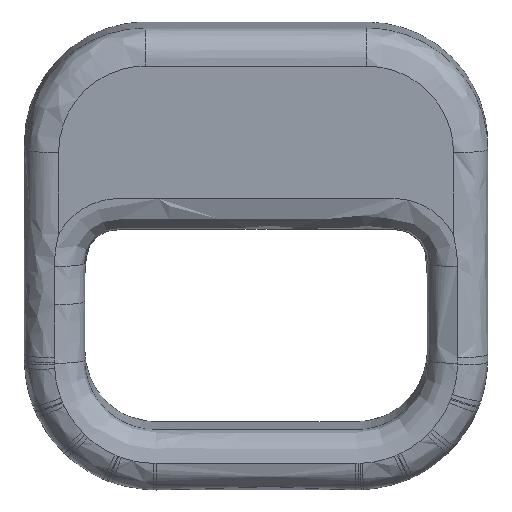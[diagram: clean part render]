
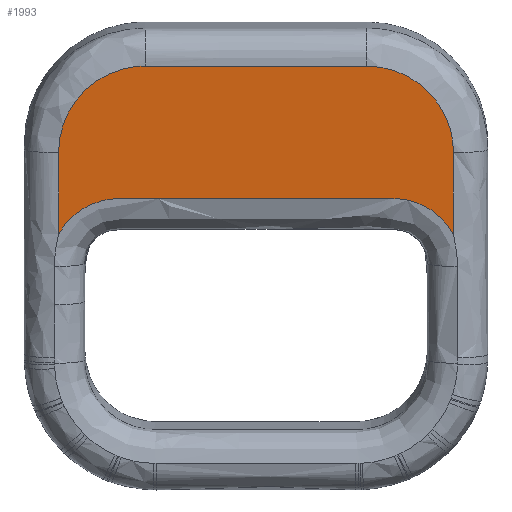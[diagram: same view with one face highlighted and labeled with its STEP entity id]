
A CAD part, left-side view. The second image highlights one B-rep face of the part: STEP entity #1993.
In plain terms, the highlighted planar face has unit normal (-0.994, 0, -0.108).
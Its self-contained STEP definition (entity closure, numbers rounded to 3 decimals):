
#20=PLANE('',#2107);
#61=B_SPLINE_CURVE_WITH_KNOTS('',3,(#5013,#5014,#5015,#5016,#5017,#5018,
#5019,#5020,#5021,#5022,#5023,#5024,#5025,#5026,#5027,#5028,#5029,#5030,
#5031,#5032,#5033,#5034),.UNSPECIFIED.,.F.,.F.,(4,2,2,3,2,2,2,3,2,4),(4.849,
4.954,5.139,5.356,5.834,6.311,
6.788,7.266,7.588,7.774),
 .UNSPECIFIED.);
#242=LINE('',#5925,#298);
#246=LINE('',#6750,#302);
#248=LINE('',#6868,#304);
#298=VECTOR('',#2273,10.);
#302=VECTOR('',#2291,10.);
#304=VECTOR('',#2297,10.);
#397=FACE_OUTER_BOUND('',#512,.T.);
#512=EDGE_LOOP('',(#1515,#1516,#1517,#1518,#1519,#1520));
#631=ELLIPSE('',#2100,4.312,4.3);
#633=ELLIPSE('',#2102,4.312,4.3);
#716=VERTEX_POINT('',#5003);
#717=VERTEX_POINT('',#5012);
#741=VERTEX_POINT('',#5924);
#760=VERTEX_POINT('',#6725);
#763=VERTEX_POINT('',#6739);
#765=VERTEX_POINT('',#6859);
#949=EDGE_CURVE('',#716,#717,#61,.T.);
#994=EDGE_CURVE('',#717,#741,#242,.T.);
#1034=EDGE_CURVE('',#763,#760,#246,.T.);
#1035=EDGE_CURVE('',#741,#763,#631,.T.);
#1039=EDGE_CURVE('',#765,#716,#248,.T.);
#1040=EDGE_CURVE('',#760,#765,#633,.T.);
#1515=ORIENTED_EDGE('',*,*,#949,.F.);
#1516=ORIENTED_EDGE('',*,*,#1039,.F.);
#1517=ORIENTED_EDGE('',*,*,#1040,.F.);
#1518=ORIENTED_EDGE('',*,*,#1034,.F.);
#1519=ORIENTED_EDGE('',*,*,#1035,.F.);
#1520=ORIENTED_EDGE('',*,*,#994,.F.);
#1993=ADVANCED_FACE('',(#397),#20,.T.);
#2100=AXIS2_PLACEMENT_3D('',#6815,#2292,#2293);
#2102=AXIS2_PLACEMENT_3D('',#6933,#2298,#2299);
#2107=AXIS2_PLACEMENT_3D('',#6945,#2312,#2313);
#2273=DIRECTION('',(-0.108,0.,0.994));
#2291=DIRECTION('',(0.,-1.,0.));
#2292=DIRECTION('center_axis',(0.994,0.,0.108));
#2293=DIRECTION('ref_axis',(0.108,0.,-0.994));
#2297=DIRECTION('',(0.108,0.,-0.994));
#2298=DIRECTION('center_axis',(0.994,0.,0.108));
#2299=DIRECTION('ref_axis',(0.108,0.,-0.994));
#2312=DIRECTION('center_axis',(-0.994,0.,-0.108));
#2313=DIRECTION('ref_axis',(-0.108,0.,0.994));
#5003=CARTESIAN_POINT('',(31.866,-9.8,40.319));
#5012=CARTESIAN_POINT('',(31.866,9.8,40.319));
#5013=CARTESIAN_POINT('Ctrl Pts',(31.866,-9.8,40.319));
#5014=CARTESIAN_POINT('Ctrl Pts',(31.842,-9.682,40.54));
#5015=CARTESIAN_POINT('Ctrl Pts',(31.82,-9.537,40.749));
#5016=CARTESIAN_POINT('Ctrl Pts',(31.763,-9.084,41.269));
#5017=CARTESIAN_POINT('Ctrl Pts',(31.733,-8.722,41.549));
#5018=CARTESIAN_POINT('Ctrl Pts',(31.687,-7.864,41.974));
#5019=CARTESIAN_POINT('Ctrl Pts',(31.674,-7.34,42.097));
#5020=CARTESIAN_POINT('Ctrl Pts',(31.674,-6.824,42.097));
#5021=CARTESIAN_POINT('Ctrl Pts',(31.674,-5.688,42.097));
#5022=CARTESIAN_POINT('Ctrl Pts',(31.674,-4.543,42.097));
#5023=CARTESIAN_POINT('Ctrl Pts',(31.674,-2.223,42.097));
#5024=CARTESIAN_POINT('Ctrl Pts',(31.674,-1.054,42.097));
#5025=CARTESIAN_POINT('Ctrl Pts',(31.674,1.249,42.097));
#5026=CARTESIAN_POINT('Ctrl Pts',(31.674,2.379,42.097));
#5027=CARTESIAN_POINT('Ctrl Pts',(31.674,4.596,42.097));
#5028=CARTESIAN_POINT('Ctrl Pts',(31.674,5.678,42.097));
#5029=CARTESIAN_POINT('Ctrl Pts',(31.674,6.824,42.097));
#5030=CARTESIAN_POINT('Ctrl Pts',(31.674,7.599,42.097));
#5031=CARTESIAN_POINT('Ctrl Pts',(31.704,8.364,41.822));
#5032=CARTESIAN_POINT('Ctrl Pts',(31.786,9.301,41.06));
#5033=CARTESIAN_POINT('Ctrl Pts',(31.824,9.591,40.709));
#5034=CARTESIAN_POINT('Ctrl Pts',(31.866,9.8,40.319));
#5924=CARTESIAN_POINT('',(31.426,9.8,44.385));
#5925=CARTESIAN_POINT('',(31.866,9.8,40.319));
#6725=CARTESIAN_POINT('',(30.963,-5.5,48.672));
#6739=CARTESIAN_POINT('',(30.963,5.5,48.672));
#6750=CARTESIAN_POINT('',(30.963,5.75,48.672));
#6815=CARTESIAN_POINT('Origin',(31.426,5.5,44.385));
#6859=CARTESIAN_POINT('',(31.426,-9.8,44.385));
#6868=CARTESIAN_POINT('',(31.426,-9.8,44.385));
#6933=CARTESIAN_POINT('Origin',(31.426,-5.5,44.385));
#6945=CARTESIAN_POINT('Origin',(35.07,0.,10.707));
